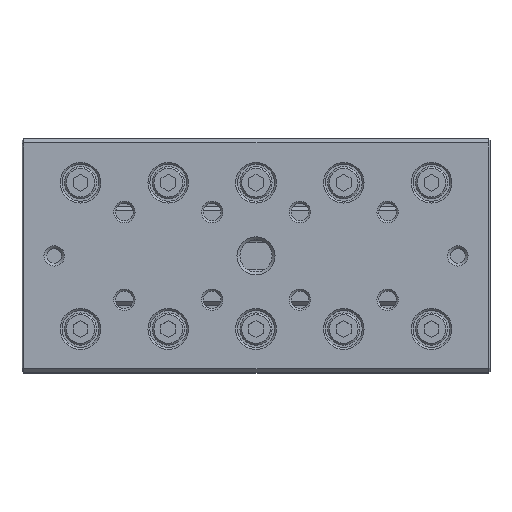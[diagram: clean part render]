
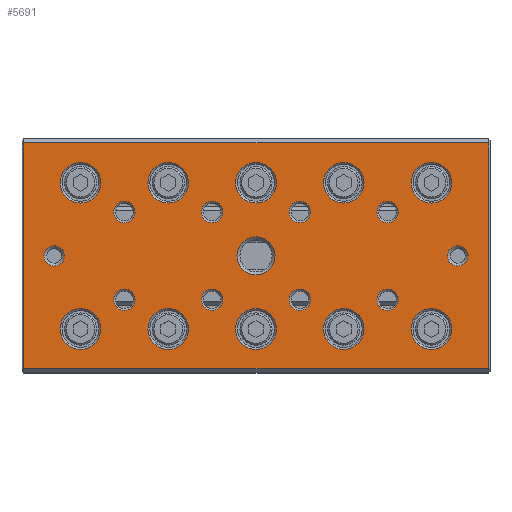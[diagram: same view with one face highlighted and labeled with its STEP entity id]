
A CAD part, top view. The second image highlights one B-rep face of the part: STEP entity #5691.
In plain terms, the highlighted planar face has unit normal (0, 0, 1).
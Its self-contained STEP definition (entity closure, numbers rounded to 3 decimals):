
#4942=FACE_BOUND('',#8585,.T.);
#4943=FACE_BOUND('',#8586,.T.);
#4944=FACE_BOUND('',#8587,.T.);
#4945=FACE_BOUND('',#8588,.T.);
#4946=FACE_BOUND('',#8589,.T.);
#4947=FACE_BOUND('',#8590,.T.);
#4948=FACE_BOUND('',#8591,.T.);
#4949=FACE_BOUND('',#8592,.T.);
#4950=FACE_BOUND('',#8593,.T.);
#4951=FACE_BOUND('',#8594,.T.);
#4952=FACE_BOUND('',#8595,.T.);
#4953=FACE_BOUND('',#8596,.T.);
#4954=FACE_BOUND('',#8597,.T.);
#4955=FACE_BOUND('',#8598,.T.);
#4956=FACE_BOUND('',#8599,.T.);
#4957=FACE_BOUND('',#8600,.T.);
#4958=FACE_BOUND('',#8601,.T.);
#4959=FACE_BOUND('',#8602,.T.);
#4960=FACE_BOUND('',#8603,.T.);
#4961=FACE_BOUND('',#8604,.T.);
#4962=FACE_BOUND('',#8605,.T.);
#4963=FACE_BOUND('',#8606,.T.);
#5331=CIRCLE('',#23328,3.25);
#5332=CIRCLE('',#23329,1.75);
#5333=CIRCLE('',#23330,1.75);
#5334=CIRCLE('',#23331,1.833);
#5335=CIRCLE('',#23332,1.833);
#5336=CIRCLE('',#23333,1.833);
#5337=CIRCLE('',#23334,1.833);
#5338=CIRCLE('',#23335,1.833);
#5339=CIRCLE('',#23336,1.833);
#5340=CIRCLE('',#23337,1.833);
#5341=CIRCLE('',#23338,1.833);
#5342=CIRCLE('',#23339,3.475);
#5343=CIRCLE('',#23340,3.475);
#5344=CIRCLE('',#23341,3.475);
#5345=CIRCLE('',#23342,3.475);
#5346=CIRCLE('',#23343,3.475);
#5347=CIRCLE('',#23344,3.475);
#5348=CIRCLE('',#23345,3.475);
#5349=CIRCLE('',#23346,3.475);
#5350=CIRCLE('',#23347,3.475);
#5351=CIRCLE('',#23348,3.475);
#5691=ADVANCED_FACE('',(#4942,#4943,#4944,#4945,#4946,#4947,#4948,#4949,
#4950,#4951,#4952,#4953,#4954,#4955,#4956,#4957,#4958,#4959,#4960,#4961,
#4962,#4963),#6724,.F.);
#6724=PLANE('',#23349);
#8585=EDGE_LOOP('',(#10989));
#8586=EDGE_LOOP('',(#10990));
#8587=EDGE_LOOP('',(#10991));
#8588=EDGE_LOOP('',(#10992));
#8589=EDGE_LOOP('',(#10993));
#8590=EDGE_LOOP('',(#10994));
#8591=EDGE_LOOP('',(#10995));
#8592=EDGE_LOOP('',(#10996));
#8593=EDGE_LOOP('',(#10997));
#8594=EDGE_LOOP('',(#10998));
#8595=EDGE_LOOP('',(#10999));
#8596=EDGE_LOOP('',(#11000));
#8597=EDGE_LOOP('',(#11001));
#8598=EDGE_LOOP('',(#11002));
#8599=EDGE_LOOP('',(#11003));
#8600=EDGE_LOOP('',(#11004));
#8601=EDGE_LOOP('',(#11005));
#8602=EDGE_LOOP('',(#11006));
#8603=EDGE_LOOP('',(#11007));
#8604=EDGE_LOOP('',(#11008));
#8605=EDGE_LOOP('',(#11009));
#8606=EDGE_LOOP('',(#11010,#11011,#11012,#11013));
#10989=ORIENTED_EDGE('',*,*,#17410,.T.);
#10990=ORIENTED_EDGE('',*,*,#17411,.F.);
#10991=ORIENTED_EDGE('',*,*,#17412,.T.);
#10992=ORIENTED_EDGE('',*,*,#17413,.T.);
#10993=ORIENTED_EDGE('',*,*,#17414,.T.);
#10994=ORIENTED_EDGE('',*,*,#17415,.T.);
#10995=ORIENTED_EDGE('',*,*,#17416,.T.);
#10996=ORIENTED_EDGE('',*,*,#17417,.T.);
#10997=ORIENTED_EDGE('',*,*,#17418,.T.);
#10998=ORIENTED_EDGE('',*,*,#17419,.T.);
#10999=ORIENTED_EDGE('',*,*,#17420,.T.);
#11000=ORIENTED_EDGE('',*,*,#17421,.T.);
#11001=ORIENTED_EDGE('',*,*,#17422,.T.);
#11002=ORIENTED_EDGE('',*,*,#17423,.T.);
#11003=ORIENTED_EDGE('',*,*,#17424,.T.);
#11004=ORIENTED_EDGE('',*,*,#17425,.T.);
#11005=ORIENTED_EDGE('',*,*,#17426,.T.);
#11006=ORIENTED_EDGE('',*,*,#17427,.T.);
#11007=ORIENTED_EDGE('',*,*,#17428,.T.);
#11008=ORIENTED_EDGE('',*,*,#17429,.T.);
#11009=ORIENTED_EDGE('',*,*,#17430,.T.);
#11010=ORIENTED_EDGE('',*,*,#17431,.T.);
#11011=ORIENTED_EDGE('',*,*,#17432,.T.);
#11012=ORIENTED_EDGE('',*,*,#17433,.T.);
#11013=ORIENTED_EDGE('',*,*,#17434,.T.);
#15515=VERTEX_POINT('',#30841);
#15516=VERTEX_POINT('',#30843);
#15517=VERTEX_POINT('',#30845);
#15518=VERTEX_POINT('',#30847);
#15519=VERTEX_POINT('',#30849);
#15520=VERTEX_POINT('',#30851);
#15521=VERTEX_POINT('',#30853);
#15522=VERTEX_POINT('',#30855);
#15523=VERTEX_POINT('',#30857);
#15524=VERTEX_POINT('',#30859);
#15525=VERTEX_POINT('',#30861);
#15526=VERTEX_POINT('',#30863);
#15527=VERTEX_POINT('',#30865);
#15528=VERTEX_POINT('',#30867);
#15529=VERTEX_POINT('',#30869);
#15530=VERTEX_POINT('',#30871);
#15531=VERTEX_POINT('',#30873);
#15532=VERTEX_POINT('',#30875);
#15533=VERTEX_POINT('',#30877);
#15534=VERTEX_POINT('',#30879);
#15535=VERTEX_POINT('',#30881);
#15536=VERTEX_POINT('',#30883);
#15537=VERTEX_POINT('',#30884);
#15538=VERTEX_POINT('',#30886);
#15539=VERTEX_POINT('',#30888);
#17410=EDGE_CURVE('',#15515,#15515,#5331,.T.);
#17411=EDGE_CURVE('',#15516,#15516,#5332,.T.);
#17412=EDGE_CURVE('',#15517,#15517,#5333,.T.);
#17413=EDGE_CURVE('',#15518,#15518,#5334,.T.);
#17414=EDGE_CURVE('',#15519,#15519,#5335,.T.);
#17415=EDGE_CURVE('',#15520,#15520,#5336,.T.);
#17416=EDGE_CURVE('',#15521,#15521,#5337,.T.);
#17417=EDGE_CURVE('',#15522,#15522,#5338,.T.);
#17418=EDGE_CURVE('',#15523,#15523,#5339,.T.);
#17419=EDGE_CURVE('',#15524,#15524,#5340,.T.);
#17420=EDGE_CURVE('',#15525,#15525,#5341,.T.);
#17421=EDGE_CURVE('',#15526,#15526,#5342,.T.);
#17422=EDGE_CURVE('',#15527,#15527,#5343,.T.);
#17423=EDGE_CURVE('',#15528,#15528,#5344,.T.);
#17424=EDGE_CURVE('',#15529,#15529,#5345,.T.);
#17425=EDGE_CURVE('',#15530,#15530,#5346,.T.);
#17426=EDGE_CURVE('',#15531,#15531,#5347,.T.);
#17427=EDGE_CURVE('',#15532,#15532,#5348,.T.);
#17428=EDGE_CURVE('',#15533,#15533,#5349,.T.);
#17429=EDGE_CURVE('',#15534,#15534,#5350,.T.);
#17430=EDGE_CURVE('',#15535,#15535,#5351,.T.);
#17431=EDGE_CURVE('',#15536,#15537,#19722,.T.);
#17432=EDGE_CURVE('',#15537,#15538,#19723,.T.);
#17433=EDGE_CURVE('',#15538,#15539,#19724,.T.);
#17434=EDGE_CURVE('',#15539,#15536,#19725,.T.);
#19722=LINE('',#30882,#21694);
#19723=LINE('',#30885,#21695);
#19724=LINE('',#30887,#21696);
#19725=LINE('',#30889,#21697);
#21694=VECTOR('',#25535,1.);
#21695=VECTOR('',#25536,1.);
#21696=VECTOR('',#25537,1.);
#21697=VECTOR('',#25538,1.);
#23328=AXIS2_PLACEMENT_3D('',#30840,#25493,#25494);
#23329=AXIS2_PLACEMENT_3D('',#30842,#25495,#25496);
#23330=AXIS2_PLACEMENT_3D('',#30844,#25497,#25498);
#23331=AXIS2_PLACEMENT_3D('',#30846,#25499,#25500);
#23332=AXIS2_PLACEMENT_3D('',#30848,#25501,#25502);
#23333=AXIS2_PLACEMENT_3D('',#30850,#25503,#25504);
#23334=AXIS2_PLACEMENT_3D('',#30852,#25505,#25506);
#23335=AXIS2_PLACEMENT_3D('',#30854,#25507,#25508);
#23336=AXIS2_PLACEMENT_3D('',#30856,#25509,#25510);
#23337=AXIS2_PLACEMENT_3D('',#30858,#25511,#25512);
#23338=AXIS2_PLACEMENT_3D('',#30860,#25513,#25514);
#23339=AXIS2_PLACEMENT_3D('',#30862,#25515,#25516);
#23340=AXIS2_PLACEMENT_3D('',#30864,#25517,#25518);
#23341=AXIS2_PLACEMENT_3D('',#30866,#25519,#25520);
#23342=AXIS2_PLACEMENT_3D('',#30868,#25521,#25522);
#23343=AXIS2_PLACEMENT_3D('',#30870,#25523,#25524);
#23344=AXIS2_PLACEMENT_3D('',#30872,#25525,#25526);
#23345=AXIS2_PLACEMENT_3D('',#30874,#25527,#25528);
#23346=AXIS2_PLACEMENT_3D('',#30876,#25529,#25530);
#23347=AXIS2_PLACEMENT_3D('',#30878,#25531,#25532);
#23348=AXIS2_PLACEMENT_3D('',#30880,#25533,#25534);
#23349=AXIS2_PLACEMENT_3D('',#30890,#25539,#25540);
#25493=DIRECTION('',(0.,0.,-1.));
#25494=DIRECTION('',(-1.,0.,0.));
#25495=DIRECTION('',(0.,0.,1.));
#25496=DIRECTION('',(1.,0.,0.));
#25497=DIRECTION('',(0.,0.,-1.));
#25498=DIRECTION('',(-1.,0.,0.));
#25499=DIRECTION('',(0.,0.,-1.));
#25500=DIRECTION('',(-1.,0.,0.));
#25501=DIRECTION('',(0.,0.,-1.));
#25502=DIRECTION('',(-1.,0.,0.));
#25503=DIRECTION('',(0.,0.,-1.));
#25504=DIRECTION('',(-1.,0.,0.));
#25505=DIRECTION('',(0.,0.,-1.));
#25506=DIRECTION('',(-1.,0.,0.));
#25507=DIRECTION('',(0.,0.,-1.));
#25508=DIRECTION('',(-1.,0.,0.));
#25509=DIRECTION('',(0.,0.,-1.));
#25510=DIRECTION('',(-1.,0.,0.));
#25511=DIRECTION('',(0.,0.,-1.));
#25512=DIRECTION('',(-1.,0.,0.));
#25513=DIRECTION('',(0.,0.,-1.));
#25514=DIRECTION('',(-1.,0.,0.));
#25515=DIRECTION('',(0.,0.,-1.));
#25516=DIRECTION('',(-1.,0.,0.));
#25517=DIRECTION('',(0.,0.,-1.));
#25518=DIRECTION('',(-1.,0.,0.));
#25519=DIRECTION('',(0.,0.,-1.));
#25520=DIRECTION('',(-1.,0.,0.));
#25521=DIRECTION('',(0.,0.,-1.));
#25522=DIRECTION('',(-1.,0.,0.));
#25523=DIRECTION('',(0.,0.,-1.));
#25524=DIRECTION('',(-1.,0.,0.));
#25525=DIRECTION('',(0.,0.,-1.));
#25526=DIRECTION('',(-1.,0.,0.));
#25527=DIRECTION('',(0.,0.,-1.));
#25528=DIRECTION('',(-1.,0.,0.));
#25529=DIRECTION('',(0.,0.,-1.));
#25530=DIRECTION('',(-1.,0.,0.));
#25531=DIRECTION('',(0.,0.,-1.));
#25532=DIRECTION('',(-1.,0.,0.));
#25533=DIRECTION('',(0.,0.,-1.));
#25534=DIRECTION('',(-1.,0.,0.));
#25535=DIRECTION('',(1.,0.,0.));
#25536=DIRECTION('',(0.,1.,0.));
#25537=DIRECTION('',(-1.,0.,0.));
#25538=DIRECTION('',(0.,-1.,0.));
#25539=DIRECTION('',(0.,0.,-1.));
#25540=DIRECTION('',(-1.,0.,0.));
#30840=CARTESIAN_POINT('',(120.,20.,21.));
#30841=CARTESIAN_POINT('',(116.75,20.,21.));
#30842=CARTESIAN_POINT('',(154.5,20.,21.));
#30843=CARTESIAN_POINT('',(156.25,20.,21.));
#30844=CARTESIAN_POINT('',(85.5,20.,21.));
#30845=CARTESIAN_POINT('',(83.75,20.,21.));
#30846=CARTESIAN_POINT('',(142.5,12.5,21.));
#30847=CARTESIAN_POINT('',(140.667,12.5,21.));
#30848=CARTESIAN_POINT('',(142.5,27.5,21.));
#30849=CARTESIAN_POINT('',(140.667,27.5,21.));
#30850=CARTESIAN_POINT('',(127.5,12.5,21.));
#30851=CARTESIAN_POINT('',(125.667,12.5,21.));
#30852=CARTESIAN_POINT('',(127.5,27.5,21.));
#30853=CARTESIAN_POINT('',(125.667,27.5,21.));
#30854=CARTESIAN_POINT('',(112.5,12.5,21.));
#30855=CARTESIAN_POINT('',(110.667,12.5,21.));
#30856=CARTESIAN_POINT('',(112.5,27.5,21.));
#30857=CARTESIAN_POINT('',(110.667,27.5,21.));
#30858=CARTESIAN_POINT('',(97.5,12.5,21.));
#30859=CARTESIAN_POINT('',(95.667,12.5,21.));
#30860=CARTESIAN_POINT('',(97.5,27.5,21.));
#30861=CARTESIAN_POINT('',(95.667,27.5,21.));
#30862=CARTESIAN_POINT('',(150.,7.5,21.));
#30863=CARTESIAN_POINT('',(146.525,7.5,21.));
#30864=CARTESIAN_POINT('',(150.,32.5,21.));
#30865=CARTESIAN_POINT('',(146.525,32.5,21.));
#30866=CARTESIAN_POINT('',(135.,7.5,21.));
#30867=CARTESIAN_POINT('',(131.525,7.5,21.));
#30868=CARTESIAN_POINT('',(135.,32.5,21.));
#30869=CARTESIAN_POINT('',(131.525,32.5,21.));
#30870=CARTESIAN_POINT('',(120.,7.5,21.));
#30871=CARTESIAN_POINT('',(116.525,7.5,21.));
#30872=CARTESIAN_POINT('',(120.,32.5,21.));
#30873=CARTESIAN_POINT('',(116.525,32.5,21.));
#30874=CARTESIAN_POINT('',(105.,7.5,21.));
#30875=CARTESIAN_POINT('',(101.525,7.5,21.));
#30876=CARTESIAN_POINT('',(105.,32.5,21.));
#30877=CARTESIAN_POINT('',(101.525,32.5,21.));
#30878=CARTESIAN_POINT('',(90.,7.5,21.));
#30879=CARTESIAN_POINT('',(86.525,7.5,21.));
#30880=CARTESIAN_POINT('',(90.,32.5,21.));
#30881=CARTESIAN_POINT('',(86.525,32.5,21.));
#30882=CARTESIAN_POINT('',(160.,0.7,21.));
#30883=CARTESIAN_POINT('',(80.3,0.7,21.));
#30884=CARTESIAN_POINT('',(159.7,0.7,21.));
#30885=CARTESIAN_POINT('',(159.7,40.,21.));
#30886=CARTESIAN_POINT('',(159.7,39.3,21.));
#30887=CARTESIAN_POINT('',(160.,39.3,21.));
#30888=CARTESIAN_POINT('',(80.3,39.3,21.));
#30889=CARTESIAN_POINT('',(80.3,0.7,21.));
#30890=CARTESIAN_POINT('',(160.,40.,21.));
